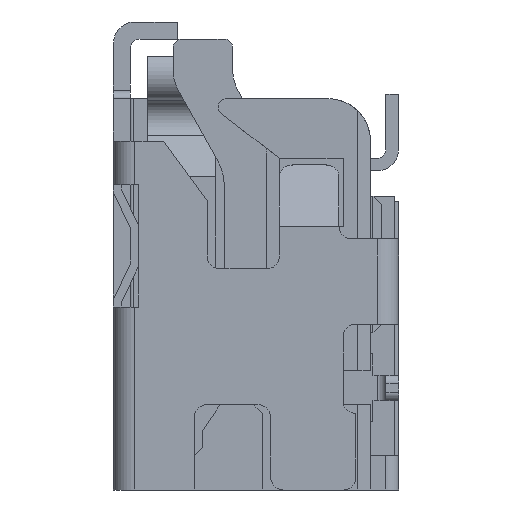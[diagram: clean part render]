
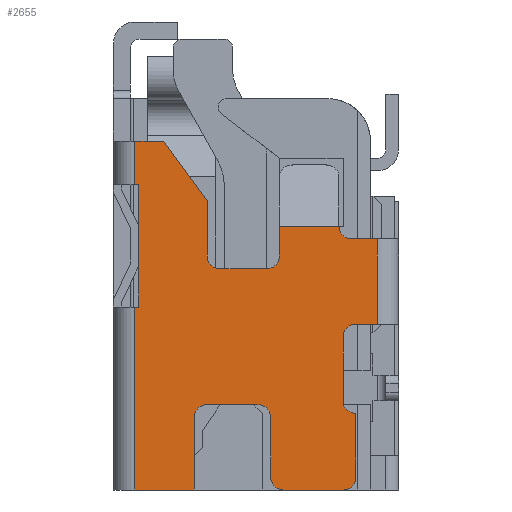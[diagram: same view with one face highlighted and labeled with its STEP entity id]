
A CAD part, left-side view. The second image highlights one B-rep face of the part: STEP entity #2655.
In plain terms, the highlighted planar face has unit normal (-1, 0, 0).
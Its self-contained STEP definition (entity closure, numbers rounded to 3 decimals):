
#551=DIRECTION('',(0.,1.,0.));
#552=VECTOR('',#551,0.699);
#553=CARTESIAN_POINT('',(-6.,1.002,-2.3));
#554=LINE('',#553,#552);
#764=DIRECTION('',(0.,-1.,0.));
#765=VECTOR('',#764,0.702);
#766=CARTESIAN_POINT('',(-6.,-0.049,-2.3));
#767=LINE('',#766,#765);
#776=DIRECTION('',(0.,0.,1.));
#777=VECTOR('',#776,0.76);
#778=CARTESIAN_POINT('',(-6.,-0.75,-1.26));
#779=LINE('',#778,#777);
#780=CARTESIAN_POINT('',(-6.,-0.89,-1.26));
#781=DIRECTION('',(1.,0.,0.));
#782=DIRECTION('',(0.,0.,-1.));
#783=AXIS2_PLACEMENT_3D('',#780,#781,#782);
#785=DIRECTION('',(0.,1.,0.));
#786=VECTOR('',#785,0.01);
#787=CARTESIAN_POINT('',(-6.,-0.9,-1.4));
#788=LINE('',#787,#786);
#789=DIRECTION('',(0.,0.,1.));
#790=VECTOR('',#789,0.75);
#791=CARTESIAN_POINT('',(-6.,-0.9,-2.15));
#792=LINE('',#791,#790);
#793=CARTESIAN_POINT('',(-6.,-0.75,-2.15));
#794=DIRECTION('',(-1.,0.,0.));
#795=DIRECTION('',(0.,0.,-1.));
#796=AXIS2_PLACEMENT_3D('',#793,#794,#795);
#798=CARTESIAN_POINT('',(-6.,-0.049,-2.15));
#799=DIRECTION('',(-1.,0.,0.));
#800=DIRECTION('',(0.,1.,0.));
#801=AXIS2_PLACEMENT_3D('',#798,#799,#800);
#803=DIRECTION('',(0.,0.,-1.));
#804=VECTOR('',#803,0.702);
#805=CARTESIAN_POINT('',(-6.,0.102,-1.449));
#806=LINE('',#805,#804);
#807=DIRECTION('',(0.,-1.,0.));
#808=VECTOR('',#807,0.6);
#809=CARTESIAN_POINT('',(-6.,0.852,-1.299));
#810=LINE('',#809,#808);
#811=DIRECTION('',(0.,0.,1.));
#812=VECTOR('',#811,0.852);
#813=CARTESIAN_POINT('',(-6.,1.002,-2.3));
#814=LINE('',#813,#812);
#815=DIRECTION('',(0.,0.,1.));
#816=VECTOR('',#815,2.15);
#817=CARTESIAN_POINT('',(-6.,1.7,-2.3));
#818=LINE('',#817,#816);
#819=DIRECTION('',(0.,-1.,0.));
#820=VECTOR('',#819,0.05);
#821=CARTESIAN_POINT('',(-6.,1.7,-0.15));
#822=LINE('',#821,#820);
#823=DIRECTION('',(0.,0.,-1.));
#824=VECTOR('',#823,1.44);
#825=CARTESIAN_POINT('',(-6.,1.65,1.29));
#826=LINE('',#825,#824);
#827=DIRECTION('',(0.,-1.,0.));
#828=VECTOR('',#827,0.05);
#829=CARTESIAN_POINT('',(-6.,1.7,1.29));
#830=LINE('',#829,#828);
#831=DIRECTION('',(0.,0.,1.));
#832=VECTOR('',#831,0.51);
#833=CARTESIAN_POINT('',(-6.,1.7,1.29));
#834=LINE('',#833,#832);
#835=DIRECTION('',(0.,-1.,0.));
#836=VECTOR('',#835,0.34);
#837=CARTESIAN_POINT('',(-6.,1.7,1.8));
#838=LINE('',#837,#836);
#839=DIRECTION('',(0.,-0.589,-0.808));
#840=VECTOR('',#839,0.866);
#841=CARTESIAN_POINT('',(-6.,1.36,1.8));
#842=LINE('',#841,#840);
#843=DIRECTION('',(0.,0.,1.));
#844=VECTOR('',#843,0.65);
#845=CARTESIAN_POINT('',(-6.,0.85,0.45));
#846=LINE('',#845,#844);
#847=DIRECTION('',(0.,1.,0.));
#848=VECTOR('',#847,0.55);
#849=CARTESIAN_POINT('',(-6.,0.15,0.3));
#850=LINE('',#849,#848);
#851=DIRECTION('',(0.,0.,-1.));
#852=VECTOR('',#851,0.35);
#853=CARTESIAN_POINT('',(-6.,0.,0.8));
#854=LINE('',#853,#852);
#855=DIRECTION('',(0.,1.,0.));
#856=VECTOR('',#855,0.7);
#857=CARTESIAN_POINT('',(-6.,-0.7,0.8));
#858=LINE('',#857,#856);
#859=DIRECTION('',(0.,1.,0.));
#860=VECTOR('',#859,0.3);
#861=CARTESIAN_POINT('',(-6.,-1.15,0.65));
#862=LINE('',#861,#860);
#863=DIRECTION('',(0.,0.,1.));
#864=VECTOR('',#863,1.);
#865=CARTESIAN_POINT('',(-6.,-1.15,-0.35));
#866=LINE('',#865,#864);
#867=DIRECTION('',(0.,-1.,0.));
#868=VECTOR('',#867,0.25);
#869=CARTESIAN_POINT('',(-6.,-0.9,-0.35));
#870=LINE('',#869,#868);
#900=CARTESIAN_POINT('',(-6.,-0.9,-0.5));
#901=DIRECTION('',(1.,0.,0.));
#902=DIRECTION('',(0.,1.,0.));
#903=AXIS2_PLACEMENT_3D('',#900,#901,#902);
#944=CARTESIAN_POINT('',(-6.,-0.85,0.8));
#945=DIRECTION('',(1.,0.,0.));
#946=DIRECTION('',(0.,0.,-1.));
#947=AXIS2_PLACEMENT_3D('',#944,#945,#946);
#1010=CARTESIAN_POINT('',(-6.,0.15,0.45));
#1011=DIRECTION('',(1.,0.,0.));
#1012=DIRECTION('',(0.,-1.,0.));
#1013=AXIS2_PLACEMENT_3D('',#1010,#1011,#1012);
#1028=CARTESIAN_POINT('',(-6.,0.7,0.45));
#1029=DIRECTION('',(1.,0.,0.));
#1030=DIRECTION('',(0.,0.,-1.));
#1031=AXIS2_PLACEMENT_3D('',#1028,#1029,#1030);
#1116=CARTESIAN_POINT('',(-6.,0.252,-1.449));
#1117=DIRECTION('',(1.,0.,0.));
#1118=DIRECTION('',(0.,0.,1.));
#1119=AXIS2_PLACEMENT_3D('',#1116,#1117,#1118);
#1129=CARTESIAN_POINT('',(-6.,0.852,-1.449));
#1130=DIRECTION('',(1.,0.,0.));
#1131=DIRECTION('',(0.,1.,0.));
#1132=AXIS2_PLACEMENT_3D('',#1129,#1130,#1131);
#1282=CARTESIAN_POINT('',(-6.,1.002,-2.3));
#1284=VERTEX_POINT('',#1282);
#1297=CARTESIAN_POINT('',(-6.,1.36,1.8));
#1298=CARTESIAN_POINT('',(-6.,0.85,1.1));
#1299=VERTEX_POINT('',#1297);
#1300=VERTEX_POINT('',#1298);
#1317=CARTESIAN_POINT('',(-6.,1.65,1.29));
#1318=CARTESIAN_POINT('',(-6.,1.65,-0.15));
#1319=VERTEX_POINT('',#1317);
#1320=VERTEX_POINT('',#1318);
#1427=CARTESIAN_POINT('',(-6.,0.,0.8));
#1428=VERTEX_POINT('',#1427);
#1432=CARTESIAN_POINT('',(-6.,0.15,0.3));
#1434=VERTEX_POINT('',#1432);
#1436=CARTESIAN_POINT('',(-6.,0.,0.45));
#1438=VERTEX_POINT('',#1436);
#1440=CARTESIAN_POINT('',(-6.,0.85,0.45));
#1442=VERTEX_POINT('',#1440);
#1444=CARTESIAN_POINT('',(-6.,0.7,0.3));
#1446=VERTEX_POINT('',#1444);
#1447=CARTESIAN_POINT('',(-6.,1.002,-1.449));
#1449=VERTEX_POINT('',#1447);
#1451=CARTESIAN_POINT('',(-6.,0.852,-1.299));
#1453=VERTEX_POINT('',#1451);
#1456=CARTESIAN_POINT('',(-6.,0.102,-1.449));
#1458=VERTEX_POINT('',#1456);
#1460=CARTESIAN_POINT('',(-6.,0.252,-1.299));
#1462=VERTEX_POINT('',#1460);
#1464=CARTESIAN_POINT('',(-6.,-0.9,-0.35));
#1466=VERTEX_POINT('',#1464);
#1468=CARTESIAN_POINT('',(-6.,-0.75,-0.5));
#1470=VERTEX_POINT('',#1468);
#1472=CARTESIAN_POINT('',(-6.,-0.7,0.8));
#1474=VERTEX_POINT('',#1472);
#1476=CARTESIAN_POINT('',(-6.,-0.85,0.65));
#1478=VERTEX_POINT('',#1476);
#1499=CARTESIAN_POINT('',(-6.,0.102,-2.15));
#1500=VERTEX_POINT('',#1499);
#1501=CARTESIAN_POINT('',(-6.,-0.049,-2.3));
#1502=VERTEX_POINT('',#1501);
#1621=CARTESIAN_POINT('',(-6.,-1.15,-0.35));
#1622=VERTEX_POINT('',#1621);
#1623=CARTESIAN_POINT('',(-6.,-1.15,0.65));
#1624=VERTEX_POINT('',#1623);
#1645=CARTESIAN_POINT('',(-6.,1.7,-2.3));
#1646=VERTEX_POINT('',#1645);
#1649=CARTESIAN_POINT('',(-6.,1.7,-0.15));
#1650=VERTEX_POINT('',#1649);
#1651=CARTESIAN_POINT('',(-6.,1.7,1.8));
#1652=VERTEX_POINT('',#1651);
#1653=CARTESIAN_POINT('',(-6.,1.7,1.29));
#1654=VERTEX_POINT('',#1653);
#1655=CARTESIAN_POINT('',(-6.,-0.75,-2.3));
#1656=CARTESIAN_POINT('',(-6.,-0.9,-2.15));
#1657=VERTEX_POINT('',#1655);
#1658=VERTEX_POINT('',#1656);
#1659=CARTESIAN_POINT('',(-6.,-0.9,-1.4));
#1660=VERTEX_POINT('',#1659);
#1661=CARTESIAN_POINT('',(-6.,-0.89,-1.4));
#1662=VERTEX_POINT('',#1661);
#1672=CARTESIAN_POINT('',(-6.,-0.75,-1.26));
#1674=VERTEX_POINT('',#1672);
#2593=CARTESIAN_POINT('',(-6.,1.002,-2.3));
#2594=DIRECTION('',(-1.,0.,0.));
#2595=DIRECTION('',(0.,1.,0.));
#2596=AXIS2_PLACEMENT_3D('',#2593,#2594,#2595);
#2597=PLANE('',#2596);
#2599=ORIENTED_EDGE('',*,*,#2598,.F.);
#2601=ORIENTED_EDGE('',*,*,#2600,.F.);
#2603=ORIENTED_EDGE('',*,*,#2602,.F.);
#2605=ORIENTED_EDGE('',*,*,#2604,.F.);
#2607=ORIENTED_EDGE('',*,*,#2606,.F.);
#2608=ORIENTED_EDGE('',*,*,#2583,.F.);
#2610=ORIENTED_EDGE('',*,*,#2609,.F.);
#2612=ORIENTED_EDGE('',*,*,#2611,.F.);
#2614=ORIENTED_EDGE('',*,*,#2613,.F.);
#2616=ORIENTED_EDGE('',*,*,#2615,.F.);
#2618=ORIENTED_EDGE('',*,*,#2617,.F.);
#2620=ORIENTED_EDGE('',*,*,#2619,.F.);
#2621=ORIENTED_EDGE('',*,*,#2341,.T.);
#2622=ORIENTED_EDGE('',*,*,#2367,.T.);
#2623=ORIENTED_EDGE('',*,*,#2394,.T.);
#2625=ORIENTED_EDGE('',*,*,#2624,.F.);
#2626=ORIENTED_EDGE('',*,*,#2437,.F.);
#2627=ORIENTED_EDGE('',*,*,#2462,.T.);
#2628=ORIENTED_EDGE('',*,*,#2484,.T.);
#2630=ORIENTED_EDGE('',*,*,#2629,.T.);
#2632=ORIENTED_EDGE('',*,*,#2631,.F.);
#2634=ORIENTED_EDGE('',*,*,#2633,.F.);
#2636=ORIENTED_EDGE('',*,*,#2635,.F.);
#2638=ORIENTED_EDGE('',*,*,#2637,.F.);
#2640=ORIENTED_EDGE('',*,*,#2639,.F.);
#2642=ORIENTED_EDGE('',*,*,#2641,.F.);
#2644=ORIENTED_EDGE('',*,*,#2643,.F.);
#2646=ORIENTED_EDGE('',*,*,#2645,.F.);
#2648=ORIENTED_EDGE('',*,*,#2647,.F.);
#2650=ORIENTED_EDGE('',*,*,#2649,.F.);
#2652=ORIENTED_EDGE('',*,*,#2651,.F.);
#2653=EDGE_LOOP('',(#2599,#2601,#2603,#2605,#2607,#2608,#2610,#2612,#2614,#2616,
#2618,#2620,#2621,#2622,#2623,#2625,#2626,#2627,#2628,#2630,#2632,#2634,#2636,
#2638,#2640,#2642,#2644,#2646,#2648,#2650,#2652));
#2654=FACE_OUTER_BOUND('',#2653,.F.);
#2655=ADVANCED_FACE('',(#2654),#2597,.T.);
#784=CIRCLE('',#783,0.14);
#797=CIRCLE('',#796,0.15);
#802=CIRCLE('',#801,0.15);
#904=CIRCLE('',#903,0.15);
#948=CIRCLE('',#947,0.15);
#1014=CIRCLE('',#1013,0.15);
#1032=CIRCLE('',#1031,0.15);
#1120=CIRCLE('',#1119,0.15);
#1133=CIRCLE('',#1132,0.15);
#2341=EDGE_CURVE('',#1284,#1646,#554,.T.);
#2367=EDGE_CURVE('',#1646,#1650,#818,.T.);
#2394=EDGE_CURVE('',#1650,#1320,#822,.T.);
#2437=EDGE_CURVE('',#1654,#1319,#830,.T.);
#2462=EDGE_CURVE('',#1654,#1652,#834,.T.);
#2484=EDGE_CURVE('',#1652,#1299,#838,.T.);
#2583=EDGE_CURVE('',#1502,#1657,#767,.T.);
#2598=EDGE_CURVE('',#1674,#1470,#779,.T.);
#2600=EDGE_CURVE('',#1662,#1674,#784,.T.);
#2602=EDGE_CURVE('',#1660,#1662,#788,.T.);
#2604=EDGE_CURVE('',#1658,#1660,#792,.T.);
#2606=EDGE_CURVE('',#1657,#1658,#797,.T.);
#2609=EDGE_CURVE('',#1500,#1502,#802,.T.);
#2611=EDGE_CURVE('',#1458,#1500,#806,.T.);
#2613=EDGE_CURVE('',#1462,#1458,#1120,.T.);
#2615=EDGE_CURVE('',#1453,#1462,#810,.T.);
#2617=EDGE_CURVE('',#1449,#1453,#1133,.T.);
#2619=EDGE_CURVE('',#1284,#1449,#814,.T.);
#2624=EDGE_CURVE('',#1319,#1320,#826,.T.);
#2629=EDGE_CURVE('',#1299,#1300,#842,.T.);
#2631=EDGE_CURVE('',#1442,#1300,#846,.T.);
#2633=EDGE_CURVE('',#1446,#1442,#1032,.T.);
#2635=EDGE_CURVE('',#1434,#1446,#850,.T.);
#2637=EDGE_CURVE('',#1438,#1434,#1014,.T.);
#2639=EDGE_CURVE('',#1428,#1438,#854,.T.);
#2641=EDGE_CURVE('',#1474,#1428,#858,.T.);
#2643=EDGE_CURVE('',#1478,#1474,#948,.T.);
#2645=EDGE_CURVE('',#1624,#1478,#862,.T.);
#2647=EDGE_CURVE('',#1622,#1624,#866,.T.);
#2649=EDGE_CURVE('',#1466,#1622,#870,.T.);
#2651=EDGE_CURVE('',#1470,#1466,#904,.T.);
